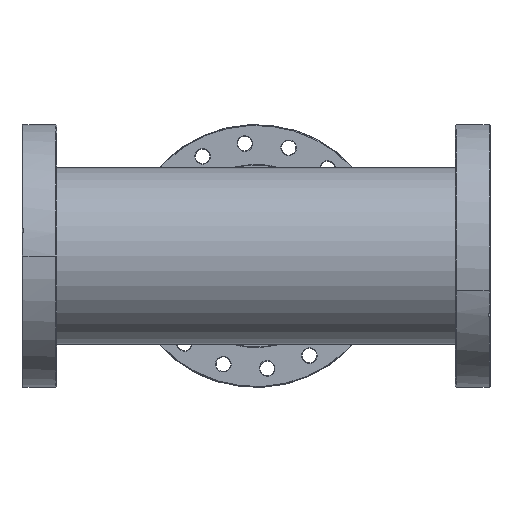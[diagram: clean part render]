
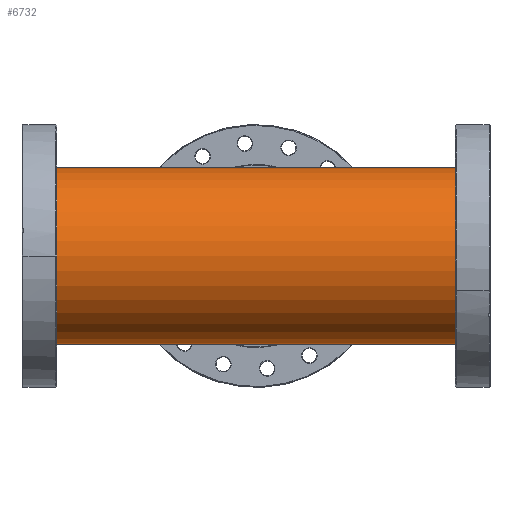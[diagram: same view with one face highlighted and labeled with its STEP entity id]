
A CAD part, front view. The second image highlights one B-rep face of the part: STEP entity #6732.
In plain terms, the highlighted cylindrical face has radius 50.8 mm (diameter 101.6 mm), a partial arc.
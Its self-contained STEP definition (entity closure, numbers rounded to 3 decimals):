
#135 = ORIENTED_EDGE ( 'NONE', *, *, #5985, .T. ) ;
#169 = DIRECTION ( 'NONE',  ( -1., 0., 0. ) ) ;
#186 = VECTOR ( 'NONE', #169, 1000. ) ;
#396 = DIRECTION ( 'NONE',  ( 0., 0., -1. ) ) ;
#511 = DIRECTION ( 'NONE',  ( -1., 0., 0. ) ) ;
#615 = ORIENTED_EDGE ( 'NONE', *, *, #2371, .T. ) ;
#635 = CARTESIAN_POINT ( 'NONE',  ( 123.9, 0., -50.8 ) ) ;
#1047 = LINE ( 'NONE', #5251, #5013 ) ;
#1049 = AXIS2_PLACEMENT_3D ( 'NONE', #1384, #2898, #5862 ) ;
#1384 = CARTESIAN_POINT ( 'NONE',  ( 123.9, 0., 0. ) ) ;
#1457 = DIRECTION ( 'NONE',  ( 1., 0., 0. ) ) ;
#2266 = ORIENTED_EDGE ( 'NONE', *, *, #3916, .T. ) ;
#2290 = VERTEX_POINT ( 'NONE', #3003 ) ;
#2371 = EDGE_CURVE ( 'NONE', #4498, #6639, #9070, .T. ) ;
#2392 = LINE ( 'NONE', #4632, #186 ) ;
#2636 = EDGE_LOOP ( 'NONE', ( #5679, #6974, #135, #2266, #615, #7828 ) ) ;
#2660 = CARTESIAN_POINT ( 'NONE',  ( -123.9, 0., 50.8 ) ) ;
#2833 = CARTESIAN_POINT ( 'NONE',  ( 123.9, 0., -50.8 ) ) ;
#2898 = DIRECTION ( 'NONE',  ( -1., 0., 0. ) ) ;
#3003 = CARTESIAN_POINT ( 'NONE',  ( 0., 0., 50.8 ) ) ;
#3223 = CARTESIAN_POINT ( 'NONE',  ( 0., 0., -50.8 ) ) ;
#3420 = CIRCLE ( 'NONE', #3648, 50.8 ) ;
#3617 = CARTESIAN_POINT ( 'NONE',  ( 123.9, 0., 50.8 ) ) ;
#3648 = AXIS2_PLACEMENT_3D ( 'NONE', #9374, #4866, #396 ) ;
#3916 = EDGE_CURVE ( 'NONE', #2290, #4498, #1047, .T. ) ;
#4498 = VERTEX_POINT ( 'NONE', #2660 ) ;
#4608 = LINE ( 'NONE', #5728, #6602 ) ;
#4632 = CARTESIAN_POINT ( 'NONE',  ( 123.9, 0., 50.8 ) ) ;
#4866 = DIRECTION ( 'NONE',  ( 1., 0., 0. ) ) ;
#5013 = VECTOR ( 'NONE', #5965, 1000. ) ;
#5094 = DIRECTION ( 'NONE',  ( -1., 0., 0. ) ) ;
#5227 = AXIS2_PLACEMENT_3D ( 'NONE', #5936, #1457, #6699 ) ;
#5251 = CARTESIAN_POINT ( 'NONE',  ( 123.9, 0., 50.8 ) ) ;
#5679 = ORIENTED_EDGE ( 'NONE', *, *, #8382, .F. ) ;
#5728 = CARTESIAN_POINT ( 'NONE',  ( 123.9, 0., -50.8 ) ) ;
#5745 = EDGE_CURVE ( 'NONE', #8402, #9224, #3420, .T. ) ;
#5862 = DIRECTION ( 'NONE',  ( 0., 0., 1. ) ) ;
#5936 = CARTESIAN_POINT ( 'NONE',  ( -123.9, 0., 0. ) ) ;
#5965 = DIRECTION ( 'NONE',  ( -1., 0., 0. ) ) ;
#5985 = EDGE_CURVE ( 'NONE', #8402, #2290, #2392, .T. ) ;
#6053 = VERTEX_POINT ( 'NONE', #3223 ) ;
#6268 = EDGE_CURVE ( 'NONE', #6053, #6639, #4608, .T. ) ;
#6602 = VECTOR ( 'NONE', #511, 1000. ) ;
#6607 = FACE_OUTER_BOUND ( 'NONE', #2636, .T. ) ;
#6639 = VERTEX_POINT ( 'NONE', #9496 ) ;
#6699 = DIRECTION ( 'NONE',  ( 0., 0., -1. ) ) ;
#6732 = ADVANCED_FACE ( 'NONE', ( #6607 ), #8371, .T. ) ;
#6974 = ORIENTED_EDGE ( 'NONE', *, *, #5745, .F. ) ;
#7382 = LINE ( 'NONE', #635, #9625 ) ;
#7828 = ORIENTED_EDGE ( 'NONE', *, *, #6268, .F. ) ;
#8371 = CYLINDRICAL_SURFACE ( 'NONE', #1049, 50.8 ) ;
#8382 = EDGE_CURVE ( 'NONE', #9224, #6053, #7382, .T. ) ;
#8402 = VERTEX_POINT ( 'NONE', #3617 ) ;
#9070 = CIRCLE ( 'NONE', #5227, 50.8 ) ;
#9224 = VERTEX_POINT ( 'NONE', #2833 ) ;
#9374 = CARTESIAN_POINT ( 'NONE',  ( 123.9, 0., 0. ) ) ;
#9496 = CARTESIAN_POINT ( 'NONE',  ( -123.9, 0., -50.8 ) ) ;
#9625 = VECTOR ( 'NONE', #5094, 1000. ) ;
